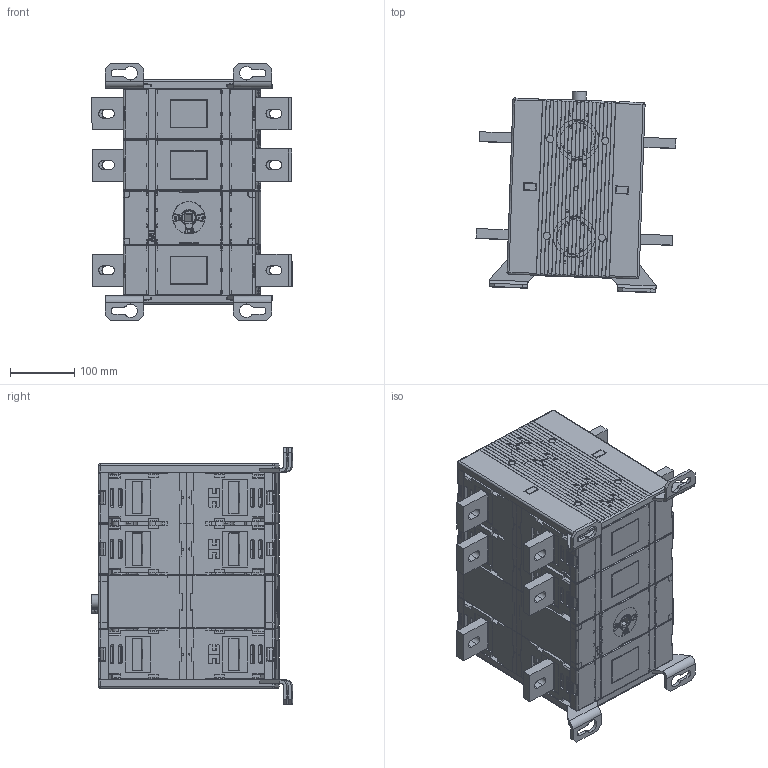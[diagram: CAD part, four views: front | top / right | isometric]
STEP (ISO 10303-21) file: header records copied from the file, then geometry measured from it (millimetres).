
FILE_DESCRIPTION((''),'2;1');
FILE_NAME('DEFAULT_REP_SW00012','2024-04-16T12:50:34',('FIRARAN'),(''),'CREO PARAMETRIC BY PTC INC, 2022364','CREO PARAMETRIC BY PTC INC, 2022364','');
FILE_SCHEMA(('AUTOMOTIVE_DESIGN { 1 0 10303 214 1 1 1 1 }'));
Products named in the file (1): DEFAULT_REP_SW00012
Bounding box: 311.64 x 313.63 x 400.03 mm (x, y, z)
Volume: 17914576.4 mm3; surface area: 1466846.1 mm2
Topology: 1 solids, 1 shells, 7906 faces, 23220 edges, 15163 vertices
Faces by surface type: plane 6023, cylinder 1497, bspline 194, cone 93, torus 85, sphere 14
Entity records: 378083 total; most frequent: CARTESIAN_POINT 80411, ORIENTED_EDGE 46288, DIRECTION 40329, EDGE_CURVE 23144, VECTOR 18230, LINE 18230, VERTEX_POINT 15163, FILL_AREA_STYLE_COLOUR 14419
